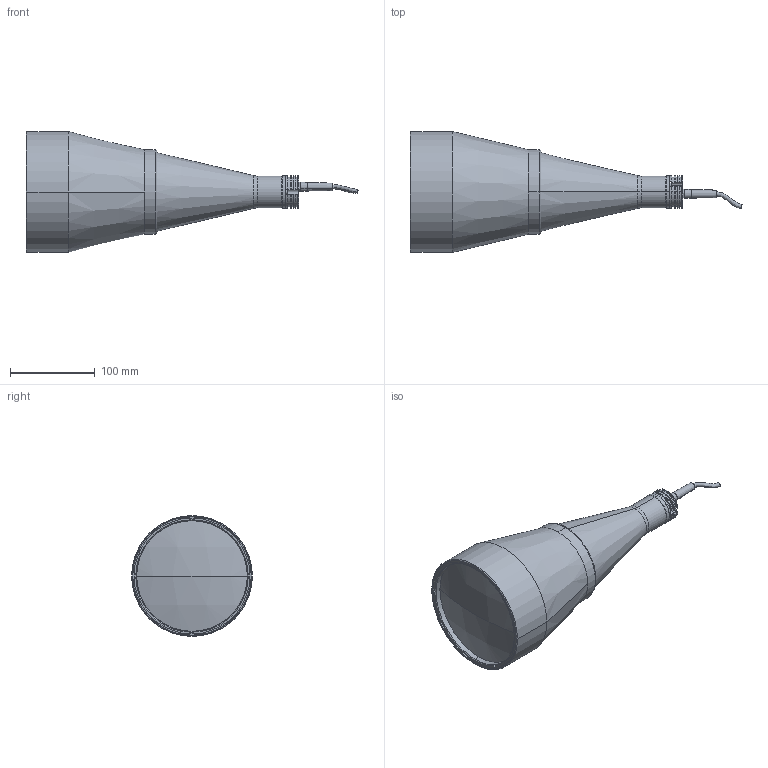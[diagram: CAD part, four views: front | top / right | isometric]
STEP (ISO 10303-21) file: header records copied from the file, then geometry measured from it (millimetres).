
FILE_DESCRIPTION (( 'STEP AP214' ), '1' );
FILE_NAME ('LTCLHP096.STEP', '2014-02-20T14:41:09', ( '' ), ( '' ), 'SwSTEP 2.0', 'SolidWorks 2013', '' );
FILE_SCHEMA (( 'AUTOMOTIVE_DESIGN' ));
Length unit declared in the file: millimetre
Products named in the file (1): LTCLHP096
Bounding box: 392.72 x 143 x 143 mm (x, y, z)
Surface area: 138055 mm2 (no closed solid volume)
Topology: 0 solids, 22 shells, 182 faces, 563 edges, 398 vertices
Faces by surface type: plane 79, cylinder 63, cone 24, torus 12, sphere 2, bspline 2
Entity records: 8468 total; most frequent: CARTESIAN_POINT 1330, DIRECTION 1150, ORIENTED_EDGE 916, EDGE_CURVE 557, AXIS2_PLACEMENT_3D 426, VERTEX_POINT 398, VECTOR 298, LINE 298
